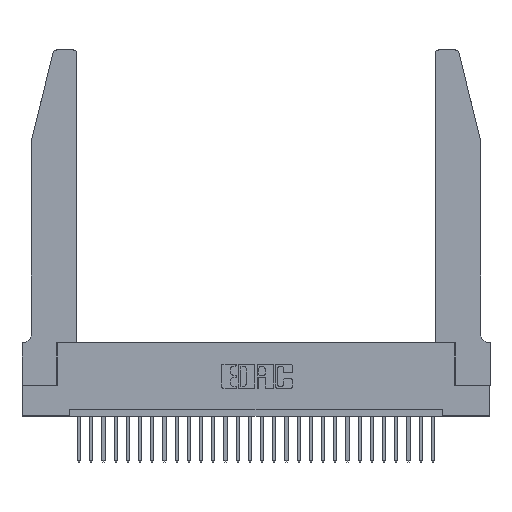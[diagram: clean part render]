
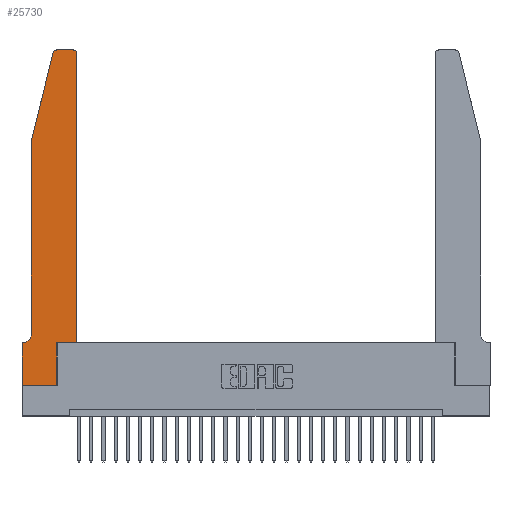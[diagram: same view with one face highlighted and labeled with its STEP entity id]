
A CAD part, top view. The second image highlights one B-rep face of the part: STEP entity #25730.
In plain terms, the highlighted planar face has unit normal (0, 0, 1).
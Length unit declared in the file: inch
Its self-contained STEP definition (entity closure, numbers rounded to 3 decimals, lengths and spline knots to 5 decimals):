
#160 = LINE ( 'NONE', #19297, #7505 ) ;
#220 = EDGE_CURVE ( 'NONE', #15747, #5303, #15394, .T. ) ;
#937 = CARTESIAN_POINT ( 'NONE',  ( 0., 0., 0.37 ) ) ;
#989 = VECTOR ( 'NONE', #24082, 39.37008 ) ;
#1098 = CARTESIAN_POINT ( 'NONE',  ( 0.0755, 2., 0.37 ) ) ;
#1258 = LINE ( 'NONE', #15910, #23010 ) ;
#1369 = EDGE_CURVE ( 'NONE', #5303, #16645, #25860, .T. ) ;
#1491 = PLANE ( 'NONE',  #14668 ) ;
#1652 = LINE ( 'NONE', #27514, #19905 ) ;
#1949 = LINE ( 'NONE', #22335, #20912 ) ;
#2352 = VERTEX_POINT ( 'NONE', #24850 ) ;
#2474 = VECTOR ( 'NONE', #5822, 39.37008 ) ;
#2618 = EDGE_CURVE ( 'NONE', #9371, #16258, #160, .T. ) ;
#3460 = EDGE_CURVE ( 'NONE', #16258, #7395, #25755, .T. ) ;
#3507 = CARTESIAN_POINT ( 'NONE',  ( 0., 0.35, 0.37 ) ) ;
#4202 = CARTESIAN_POINT ( 'NONE',  ( 0.0755, 2., 0.37 ) ) ;
#4317 = DIRECTION ( 'NONE',  ( 1., 0., 0. ) ) ;
#4464 = CARTESIAN_POINT ( 'NONE',  ( 0.4205, 2.75, 0.37 ) ) ;
#4940 = VERTEX_POINT ( 'NONE', #25801 ) ;
#4945 = CIRCLE ( 'NONE', #7150, 0.03 ) ;
#5303 = VERTEX_POINT ( 'NONE', #8909 ) ;
#5577 = ORIENTED_EDGE ( 'NONE', *, *, #3460, .T. ) ;
#5682 = ORIENTED_EDGE ( 'NONE', *, *, #6006, .T. ) ;
#5704 = EDGE_CURVE ( 'NONE', #7395, #24501, #1258, .T. ) ;
#5822 = DIRECTION ( 'NONE',  ( 0., 1., 0. ) ) ;
#6006 = EDGE_CURVE ( 'NONE', #16645, #20005, #1949, .T. ) ;
#6567 = ORIENTED_EDGE ( 'NONE', *, *, #26224, .T. ) ;
#6581 = DIRECTION ( 'NONE',  ( -0.239, -0.971, 0. ) ) ;
#6703 = ORIENTED_EDGE ( 'NONE', *, *, #2618, .T. ) ;
#7150 = AXIS2_PLACEMENT_3D ( 'NONE', #28093, #17149, #16851 ) ;
#7395 = VERTEX_POINT ( 'NONE', #10248 ) ;
#7505 = VECTOR ( 'NONE', #8617, 39.37008 ) ;
#7891 = EDGE_CURVE ( 'NONE', #24501, #15747, #21900, .T. ) ;
#8617 = DIRECTION ( 'NONE',  ( -1., 0., 0. ) ) ;
#8833 = EDGE_LOOP ( 'NONE', ( #6703, #5577, #21554, #23340, #24312, #21560, #5682, #15862, #9746, #22548, #9290, #6567 ) ) ;
#8909 = CARTESIAN_POINT ( 'NONE',  ( 0.0055, 0.35, 0.37 ) ) ;
#9290 = ORIENTED_EDGE ( 'NONE', *, *, #19301, .T. ) ;
#9306 = DIRECTION ( 'NONE',  ( 1., 0., 0. ) ) ;
#9371 = VERTEX_POINT ( 'NONE', #4464 ) ;
#9746 = ORIENTED_EDGE ( 'NONE', *, *, #26717, .T. ) ;
#10109 = DIRECTION ( 'NONE',  ( 0., 0., -1. ) ) ;
#10248 = CARTESIAN_POINT ( 'NONE',  ( 0.25487, 2.72718, 0.37 ) ) ;
#10279 = CARTESIAN_POINT ( 'NONE',  ( 0.4505, 0.35, 0.37 ) ) ;
#10551 = VERTEX_POINT ( 'NONE', #21890 ) ;
#11707 = EDGE_CURVE ( 'NONE', #18644, #4940, #1652, .T. ) ;
#11938 = DIRECTION ( 'NONE',  ( 1., 0., 0. ) ) ;
#12850 = CARTESIAN_POINT ( 'NONE',  ( 0.0755, 0.42, 0.37 ) ) ;
#12885 = VECTOR ( 'NONE', #9306, 39.37008 ) ;
#13378 = DIRECTION ( 'NONE',  ( 0., -1., 0. ) ) ;
#14460 = VECTOR ( 'NONE', #22669, 39.37008 ) ;
#14495 = DIRECTION ( 'NONE',  ( -1., 0., 0. ) ) ;
#14668 = AXIS2_PLACEMENT_3D ( 'NONE', #28430, #15683, #4317 ) ;
#15394 = CIRCLE ( 'NONE', #27933, 0.07 ) ;
#15683 = DIRECTION ( 'NONE',  ( 0., 0., 1. ) ) ;
#15747 = VERTEX_POINT ( 'NONE', #12850 ) ;
#15862 = ORIENTED_EDGE ( 'NONE', *, *, #20415, .T. ) ;
#15910 = CARTESIAN_POINT ( 'NONE',  ( 0.0755, 2., 0.37 ) ) ;
#16258 = VERTEX_POINT ( 'NONE', #24555 ) ;
#16362 = VECTOR ( 'NONE', #14495, 39.37008 ) ;
#16645 = VERTEX_POINT ( 'NONE', #3507 ) ;
#16851 = DIRECTION ( 'NONE',  ( 1., 0., 0. ) ) ;
#17149 = DIRECTION ( 'NONE',  ( 0., 0., 1. ) ) ;
#18644 = VERTEX_POINT ( 'NONE', #27718 ) ;
#19297 = CARTESIAN_POINT ( 'NONE',  ( 0.2605, 2.75, 0.37 ) ) ;
#19301 = EDGE_CURVE ( 'NONE', #4940, #10551, #28703, .T. ) ;
#19490 = CARTESIAN_POINT ( 'NONE',  ( 0.2865, 0.35, 0.37 ) ) ;
#19905 = VECTOR ( 'NONE', #11938, 39.37008 ) ;
#20005 = VERTEX_POINT ( 'NONE', #937 ) ;
#20415 = EDGE_CURVE ( 'NONE', #20005, #2352, #28332, .T. ) ;
#20912 = VECTOR ( 'NONE', #13378, 39.37008 ) ;
#21532 = CARTESIAN_POINT ( 'NONE',  ( 0.284, 2.72, 0.37 ) ) ;
#21554 = ORIENTED_EDGE ( 'NONE', *, *, #5704, .T. ) ;
#21560 = ORIENTED_EDGE ( 'NONE', *, *, #1369, .T. ) ;
#21870 = FACE_OUTER_BOUND ( 'NONE', #8833, .T. ) ;
#21890 = CARTESIAN_POINT ( 'NONE',  ( 0.4505, 2.72, 0.37 ) ) ;
#21900 = LINE ( 'NONE', #1098, #14460 ) ;
#22335 = CARTESIAN_POINT ( 'NONE',  ( 0., 0., 0.37 ) ) ;
#22418 = AXIS2_PLACEMENT_3D ( 'NONE', #21532, #25721, #27188 ) ;
#22548 = ORIENTED_EDGE ( 'NONE', *, *, #11707, .T. ) ;
#22669 = DIRECTION ( 'NONE',  ( 0., -1., 0. ) ) ;
#22824 = LINE ( 'NONE', #19490, #2474 ) ;
#23010 = VECTOR ( 'NONE', #6581, 39.37008 ) ;
#23340 = ORIENTED_EDGE ( 'NONE', *, *, #7891, .T. ) ;
#23405 = CARTESIAN_POINT ( 'NONE',  ( 0.0055, 0.42, 0.37 ) ) ;
#24082 = DIRECTION ( 'NONE',  ( 0., 1., 0. ) ) ;
#24312 = ORIENTED_EDGE ( 'NONE', *, *, #220, .T. ) ;
#24501 = VERTEX_POINT ( 'NONE', #4202 ) ;
#24555 = CARTESIAN_POINT ( 'NONE',  ( 0.284, 2.75, 0.37 ) ) ;
#24850 = CARTESIAN_POINT ( 'NONE',  ( 0.2865, 0., 0.37 ) ) ;
#25197 = CARTESIAN_POINT ( 'NONE',  ( 0., 0., 0.37 ) ) ;
#25721 = DIRECTION ( 'NONE',  ( 0., 0., 1. ) ) ;
#25730 = ADVANCED_FACE ( 'NONE', ( #21870 ), #1491, .T. ) ;
#25755 = CIRCLE ( 'NONE', #22418, 0.03 ) ;
#25801 = CARTESIAN_POINT ( 'NONE',  ( 0.4505, 0.35, 0.37 ) ) ;
#25824 = DIRECTION ( 'NONE',  ( -1., 0., 0. ) ) ;
#25860 = LINE ( 'NONE', #28205, #16362 ) ;
#26224 = EDGE_CURVE ( 'NONE', #10551, #9371, #4945, .T. ) ;
#26717 = EDGE_CURVE ( 'NONE', #2352, #18644, #22824, .T. ) ;
#27188 = DIRECTION ( 'NONE',  ( 1., 0., 0. ) ) ;
#27514 = CARTESIAN_POINT ( 'NONE',  ( 0.4505, 0.35, 0.37 ) ) ;
#27718 = CARTESIAN_POINT ( 'NONE',  ( 0.2865, 0.35, 0.37 ) ) ;
#27933 = AXIS2_PLACEMENT_3D ( 'NONE', #23405, #10109, #25824 ) ;
#28093 = CARTESIAN_POINT ( 'NONE',  ( 0.4205, 2.72, 0.37 ) ) ;
#28205 = CARTESIAN_POINT ( 'NONE',  ( 0.0755, 0.35, 0.37 ) ) ;
#28332 = LINE ( 'NONE', #25197, #12885 ) ;
#28430 = CARTESIAN_POINT ( 'NONE',  ( 0., 0.35, 0.37 ) ) ;
#28703 = LINE ( 'NONE', #10279, #989 ) ;
